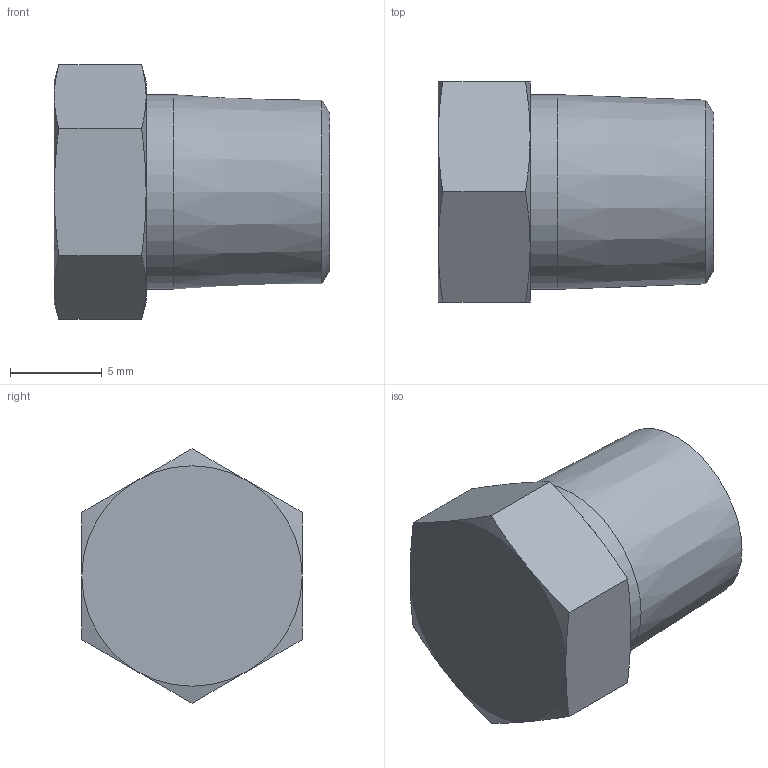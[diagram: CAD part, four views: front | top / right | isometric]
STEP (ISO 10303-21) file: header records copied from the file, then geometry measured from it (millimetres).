
FILE_DESCRIPTION(/* description */ (''),/* implementation_level */ '2;1');
FILE_NAME(/* name */ 'vsti_1-8_npt_es.stp',/* time_stamp */ '2019-12-18T11:26:57+01:00',/* author */ ('leitheußer'),/* organization */ (''),/* preprocessor_version */ 'ST-DEVELOPER v15.6',/* originating_system */ 'Autodesk Inventor LT ',/* authorisation */ '');
FILE_SCHEMA (('AUTOMOTIVE_DESIGN { 1 0 10303 214 3 1 1 }'));
Length unit declared in the file: millimetre
Products named in the file (1): VSTI 1-8 NPT ES
Bounding box: 15 x 12 x 13.86 mm (x, y, z)
Volume: 1455.7 mm3; surface area: 755.8 mm2
Topology: 1 solids, 1 shells, 24 faces, 49 edges, 28 vertices
Faces by surface type: cone 14, plane 9, cylinder 1
Full cylindrical faces by diameter (mm): 10.6 x1
Entity records: 602 total; most frequent: CARTESIAN_POINT 147, ORIENTED_EDGE 92, DIRECTION 88, EDGE_CURVE 46, AXIS2_PLACEMENT_3D 41, EDGE_LOOP 28, VERTEX_POINT 28, FACE_OUTER_BOUND 24
